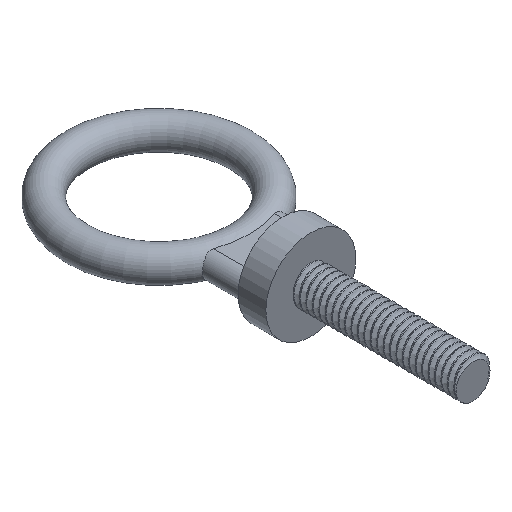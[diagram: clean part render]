
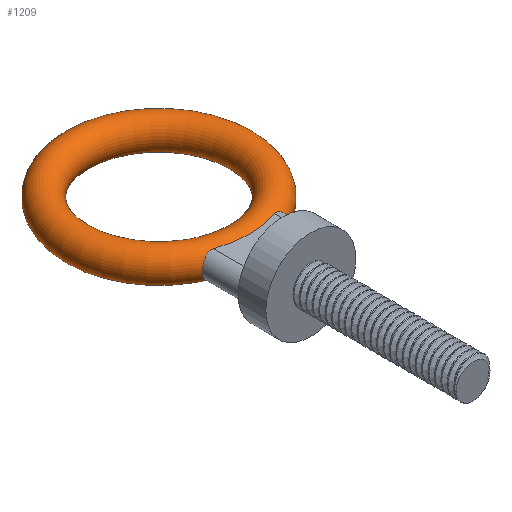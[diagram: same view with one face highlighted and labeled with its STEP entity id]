
A CAD part, isometric view. The second image highlights one B-rep face of the part: STEP entity #1209.
In plain terms, the highlighted toroidal (fillet/blend) face has major radius 12.7 mm and minor radius 2.413 mm.
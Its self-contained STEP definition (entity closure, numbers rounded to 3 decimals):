
#15=TOROIDAL_SURFACE('',#1295,12.7,2.413);
#18=FACE_BOUND('',#156,.T.);
#88=FACE_OUTER_BOUND('',#155,.T.);
#155=EDGE_LOOP('',(#1072,#1073,#1074,#1075));
#156=EDGE_LOOP('',(#1076,#1077,#1078,#1079,#1080,#1081));
#166=CIRCLE('',#1291,14.05);
#168=CIRCLE('',#1296,2.413);
#169=CIRCLE('',#1297,10.287);
#170=CIRCLE('',#1298,14.113);
#282=B_SPLINE_CURVE_WITH_KNOTS('',3,(#5130,#5131,#5132,#5133,#5134,#5135,
#5136,#5137,#5138,#5139,#5140,#5141,#5142,#5143),.UNSPECIFIED.,.F.,.F.,
(4,2,2,2,2,2,4),(-0.519,-0.449,-0.377,
-0.302,-0.237,-0.198,-0.179),
 .UNSPECIFIED.);
#283=B_SPLINE_CURVE_WITH_KNOTS('',3,(#5145,#5146,#5147,#5148,#5149,#5150,
#5151,#5152,#5153,#5154,#5155,#5156),.UNSPECIFIED.,.F.,.F.,(4,2,2,2,2,4),
(-0.999,-0.997,-0.935,-0.848,
-0.772,-0.708),.UNSPECIFIED.);
#286=B_SPLINE_CURVE_WITH_KNOTS('',3,(#5175,#5176,#5177,#5178,#5179,#5180,
#5181,#5182,#5183,#5184,#5185,#5186),.UNSPECIFIED.,.F.,.F.,(4,2,2,2,2,4),
(-1.421,-1.383,-1.345,-1.264,
-1.18,-1.134),.UNSPECIFIED.);
#287=B_SPLINE_CURVE_WITH_KNOTS('',3,(#5188,#5189,#5190,#5191,#5192,#5193,
#5194,#5195,#5196,#5197,#5198,#5199,#5200,#5201),.UNSPECIFIED.,.F.,.F.,
(4,2,2,2,2,2,4),(-0.337,-0.326,-0.289,
-0.234,-0.15,-0.072,0.),
 .UNSPECIFIED.);
#517=VERTEX_POINT('',#5127);
#518=VERTEX_POINT('',#5129);
#519=VERTEX_POINT('',#5144);
#524=VERTEX_POINT('',#5169);
#525=VERTEX_POINT('',#5174);
#526=VERTEX_POINT('',#5187);
#528=VERTEX_POINT('',#5213);
#697=EDGE_CURVE('',#517,#518,#282,.F.);
#698=EDGE_CURVE('',#518,#519,#283,.F.);
#704=EDGE_CURVE('',#525,#524,#286,.T.);
#705=EDGE_CURVE('',#525,#526,#287,.F.);
#708=EDGE_CURVE('',#526,#517,#166,.T.);
#712=EDGE_CURVE('',#528,#528,#168,.T.);
#713=EDGE_CURVE('',#528,#528,#169,.T.);
#714=EDGE_CURVE('',#524,#519,#170,.T.);
#1072=ORIENTED_EDGE('',*,*,#712,.F.);
#1073=ORIENTED_EDGE('',*,*,#713,.T.);
#1074=ORIENTED_EDGE('',*,*,#712,.T.);
#1075=ORIENTED_EDGE('',*,*,#713,.F.);
#1076=ORIENTED_EDGE('',*,*,#705,.F.);
#1077=ORIENTED_EDGE('',*,*,#704,.T.);
#1078=ORIENTED_EDGE('',*,*,#714,.T.);
#1079=ORIENTED_EDGE('',*,*,#698,.F.);
#1080=ORIENTED_EDGE('',*,*,#697,.F.);
#1081=ORIENTED_EDGE('',*,*,#708,.F.);
#1209=ADVANCED_FACE('',(#88,#18),#15,.T.);
#1291=AXIS2_PLACEMENT_3D('',#5205,#1490,#1491);
#1295=AXIS2_PLACEMENT_3D('',#5212,#1500,#1501);
#1296=AXIS2_PLACEMENT_3D('',#5214,#1502,#1503);
#1297=AXIS2_PLACEMENT_3D('',#5215,#1504,#1505);
#1298=AXIS2_PLACEMENT_3D('',#5216,#1506,#1507);
#1490=DIRECTION('center_axis',(0.,0.,-1.));
#1491=DIRECTION('ref_axis',(1.,0.,0.));
#1500=DIRECTION('center_axis',(0.,0.,1.));
#1501=DIRECTION('ref_axis',(1.,0.,0.));
#1502=DIRECTION('center_axis',(0.,-1.,0.));
#1503=DIRECTION('ref_axis',(-1.,0.,0.));
#1504=DIRECTION('center_axis',(0.,0.,-1.));
#1505=DIRECTION('ref_axis',(1.,0.,0.));
#1506=DIRECTION('center_axis',(0.,0.,-1.));
#1507=DIRECTION('ref_axis',(1.,0.,0.));
#5127=CARTESIAN_POINT('',(-4.731,-13.23,2.));
#5129=CARTESIAN_POINT('',(-6.731,-13.531,0.));
#5130=CARTESIAN_POINT('Ctrl Pts',(-6.731,-13.531,0.));
#5131=CARTESIAN_POINT('Ctrl Pts',(-6.731,-13.531,0.231));
#5132=CARTESIAN_POINT('Ctrl Pts',(-6.691,-13.514,0.458));
#5133=CARTESIAN_POINT('Ctrl Pts',(-6.535,-13.449,0.894));
#5134=CARTESIAN_POINT('Ctrl Pts',(-6.419,-13.402,1.098));
#5135=CARTESIAN_POINT('Ctrl Pts',(-6.116,-13.292,1.463));
#5136=CARTESIAN_POINT('Ctrl Pts',(-5.937,-13.234,1.611));
#5137=CARTESIAN_POINT('Ctrl Pts',(-5.586,-13.157,1.818));
#5138=CARTESIAN_POINT('Ctrl Pts',(-5.409,-13.131,1.891));
#5139=CARTESIAN_POINT('Ctrl Pts',(-5.114,-13.14,1.966));
#5140=CARTESIAN_POINT('Ctrl Pts',(-5.004,-13.154,1.984));
#5141=CARTESIAN_POINT('Ctrl Pts',(-4.838,-13.194,1.998));
#5142=CARTESIAN_POINT('Ctrl Pts',(-4.784,-13.211,2.));
#5143=CARTESIAN_POINT('Ctrl Pts',(-4.731,-13.23,2.));
#5144=CARTESIAN_POINT('',(-5.148,-13.141,-1.956));
#5145=CARTESIAN_POINT('Ctrl Pts',(-5.148,-13.141,-1.956));
#5146=CARTESIAN_POINT('Ctrl Pts',(-5.155,-13.14,-1.955));
#5147=CARTESIAN_POINT('Ctrl Pts',(-5.161,-13.14,-1.953));
#5148=CARTESIAN_POINT('Ctrl Pts',(-5.341,-13.128,-1.913));
#5149=CARTESIAN_POINT('Ctrl Pts',(-5.508,-13.146,-1.851));
#5150=CARTESIAN_POINT('Ctrl Pts',(-5.885,-13.217,-1.652));
#5151=CARTESIAN_POINT('Ctrl Pts',(-6.097,-13.285,-1.487));
#5152=CARTESIAN_POINT('Ctrl Pts',(-6.432,-13.407,-1.08));
#5153=CARTESIAN_POINT('Ctrl Pts',(-6.554,-13.457,-0.861));
#5154=CARTESIAN_POINT('Ctrl Pts',(-6.697,-13.517,-0.422));
#5155=CARTESIAN_POINT('Ctrl Pts',(-6.731,-13.531,-0.212));
#5156=CARTESIAN_POINT('Ctrl Pts',(-6.731,-13.531,0.));
#5169=CARTESIAN_POINT('',(5.148,-13.141,-1.956));
#5174=CARTESIAN_POINT('',(6.731,-13.531,0.));
#5175=CARTESIAN_POINT('Ctrl Pts',(6.731,-13.531,0.));
#5176=CARTESIAN_POINT('Ctrl Pts',(6.731,-13.531,-0.126));
#5177=CARTESIAN_POINT('Ctrl Pts',(6.719,-13.526,-0.252));
#5178=CARTESIAN_POINT('Ctrl Pts',(6.671,-13.506,-0.501));
#5179=CARTESIAN_POINT('Ctrl Pts',(6.636,-13.491,-0.622));
#5180=CARTESIAN_POINT('Ctrl Pts',(6.491,-13.431,-0.986));
#5181=CARTESIAN_POINT('Ctrl Pts',(6.346,-13.372,-1.209));
#5182=CARTESIAN_POINT('Ctrl Pts',(5.974,-13.246,-1.591));
#5183=CARTESIAN_POINT('Ctrl Pts',(5.755,-13.183,-1.735));
#5184=CARTESIAN_POINT('Ctrl Pts',(5.407,-13.137,-1.887));
#5185=CARTESIAN_POINT('Ctrl Pts',(5.279,-13.131,-1.928));
#5186=CARTESIAN_POINT('Ctrl Pts',(5.148,-13.141,-1.956));
#5187=CARTESIAN_POINT('',(4.731,-13.23,2.));
#5188=CARTESIAN_POINT('Ctrl Pts',(4.731,-13.23,2.));
#5189=CARTESIAN_POINT('Ctrl Pts',(4.762,-13.218,2.));
#5190=CARTESIAN_POINT('Ctrl Pts',(4.794,-13.208,1.999));
#5191=CARTESIAN_POINT('Ctrl Pts',(4.93,-13.169,1.993));
#5192=CARTESIAN_POINT('Ctrl Pts',(5.034,-13.15,1.98));
#5193=CARTESIAN_POINT('Ctrl Pts',(5.299,-13.129,1.924));
#5194=CARTESIAN_POINT('Ctrl Pts',(5.452,-13.14,1.872));
#5195=CARTESIAN_POINT('Ctrl Pts',(5.816,-13.199,1.698));
#5196=CARTESIAN_POINT('Ctrl Pts',(6.028,-13.263,1.546));
#5197=CARTESIAN_POINT('Ctrl Pts',(6.38,-13.386,1.16));
#5198=CARTESIAN_POINT('Ctrl Pts',(6.513,-13.44,0.943));
#5199=CARTESIAN_POINT('Ctrl Pts',(6.687,-13.512,0.48));
#5200=CARTESIAN_POINT('Ctrl Pts',(6.731,-13.531,0.242));
#5201=CARTESIAN_POINT('Ctrl Pts',(6.731,-13.531,0.));
#5205=CARTESIAN_POINT('Origin',(0.,0.,2.));
#5212=CARTESIAN_POINT('Origin',(0.,0.,0.));
#5213=CARTESIAN_POINT('',(-10.287,0.,0.));
#5214=CARTESIAN_POINT('Origin',(-12.7,0.,0.));
#5215=CARTESIAN_POINT('Origin',(0.,0.,0.));
#5216=CARTESIAN_POINT('Origin',(0.,0.,-1.956));
